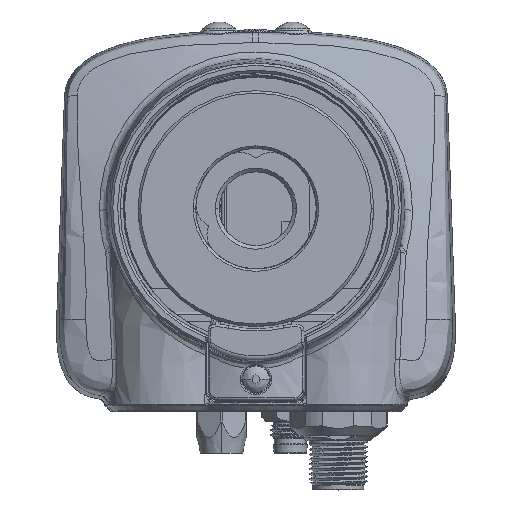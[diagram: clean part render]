
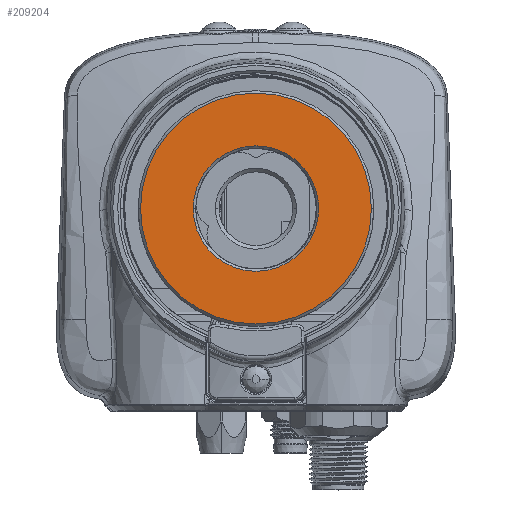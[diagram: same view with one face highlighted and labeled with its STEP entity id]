
A CAD part, top view. The second image highlights one B-rep face of the part: STEP entity #209204.
In plain terms, the highlighted planar face has unit normal (0, 0, 1).
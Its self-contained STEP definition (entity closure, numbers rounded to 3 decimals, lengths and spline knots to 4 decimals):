
#198146=CARTESIAN_POINT('',(0.,0.0492,0.8768));
#198147=DIRECTION('',(0.,0.,1.));
#198148=DIRECTION('',(-1.,0.,0.));
#198149=AXIS2_PLACEMENT_3D('',#198146,#198147,#198148);
#198151=CARTESIAN_POINT('',(0.,0.0492,0.8768));
#198152=DIRECTION('',(0.,0.,1.));
#198153=DIRECTION('',(1.,0.,0.));
#198154=AXIS2_PLACEMENT_3D('',#198151,#198152,#198153);
#198156=CARTESIAN_POINT('',(0.,0.0492,0.8768));
#198157=DIRECTION('',(0.,0.,-1.));
#198158=DIRECTION('',(1.,0.,0.));
#198159=AXIS2_PLACEMENT_3D('',#198156,#198157,#198158);
#198161=CARTESIAN_POINT('',(0.,0.0492,0.8768));
#198162=DIRECTION('',(0.,0.,-1.));
#198163=DIRECTION('',(-1.,0.,0.));
#198164=AXIS2_PLACEMENT_3D('',#198161,#198162,#198163);
#208555=CARTESIAN_POINT('',(-0.9252,0.0492,
0.8768));
#208556=CARTESIAN_POINT('',(0.9252,0.0492,
0.8768));
#208557=VERTEX_POINT('',#208555);
#208558=VERTEX_POINT('',#208556);
#208565=CARTESIAN_POINT('',(0.5027,0.0492,
0.8768));
#208566=CARTESIAN_POINT('',(-0.5027,0.0492,
0.8768));
#208567=VERTEX_POINT('',#208565);
#208568=VERTEX_POINT('',#208566);
#209189=CARTESIAN_POINT('',(0.,0.0492,0.8768));
#209190=DIRECTION('',(0.,0.,1.));
#209191=DIRECTION('',(1.,0.,0.));
#209192=AXIS2_PLACEMENT_3D('',#209189,#209190,#209191);
#209193=PLANE('',#209192);
#209195=ORIENTED_EDGE('',*,*,#209194,.F.);
#209197=ORIENTED_EDGE('',*,*,#209196,.F.);
#209198=EDGE_LOOP('',(#209195,#209197));
#209199=FACE_OUTER_BOUND('',#209198,.F.);
#209200=ORIENTED_EDGE('',*,*,#209014,.F.);
#209201=ORIENTED_EDGE('',*,*,#209182,.F.);
#209202=EDGE_LOOP('',(#209200,#209201));
#209203=FACE_BOUND('',#209202,.F.);
#209204=ADVANCED_FACE('',(#209199,#209203),#209193,.T.);
#198150=CIRCLE('',#198149,0.9252);
#198155=CIRCLE('',#198154,0.9252);
#198160=CIRCLE('',#198159,0.5027);
#198165=CIRCLE('',#198164,0.5027);
#209014=EDGE_CURVE('',#208567,#208568,#198160,.T.);
#209182=EDGE_CURVE('',#208568,#208567,#198165,.T.);
#209194=EDGE_CURVE('',#208557,#208558,#198150,.T.);
#209196=EDGE_CURVE('',#208558,#208557,#198155,.T.);
